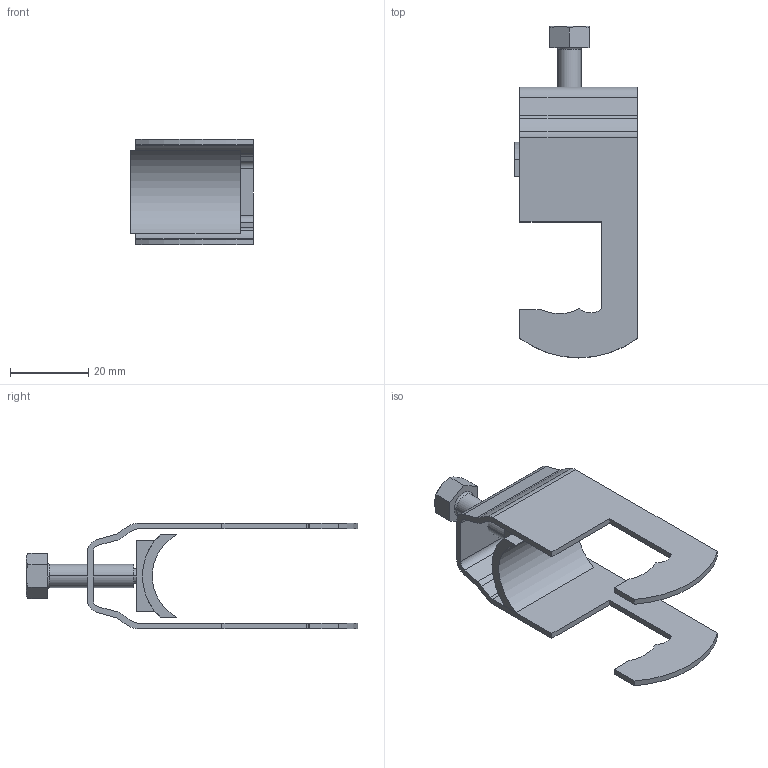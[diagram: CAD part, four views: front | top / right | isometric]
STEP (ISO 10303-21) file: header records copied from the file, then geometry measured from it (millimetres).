
FILE_DESCRIPTION((''),'2;1');
FILE_NAME('1158309_ASM','2013-03-28T',('AndreasKeweloh'),(''),'PRO/ENGINEER BY PARAMETRIC TECHNOLOGY CORPORATION, 2012360','PRO/ENGINEER BY PARAMETRIC TECHNOLOGY CORPORATION, 2012360','');
FILE_SCHEMA(('CONFIG_CONTROL_DESIGN'));
Length unit declared in the file: millimetre
Products named in the file (4): 1158309_BUEGEL; 1158309_SCHR; 1158309_KUNST-DRUCKW; 1158309_ASM
Assembly tree (3 placements, depth 2):
  1158309_ASM
    1158309_BUEGEL
    1158309_SCHR
    1158309_KUNST-DRUCKW
Bounding box: 31.35 x 84.7 x 27 mm (x, y, z)
Volume: 8850.5 mm3; surface area: 10505.4 mm2
Topology: 3 solids, 3 shells, 75 faces, 194 edges, 128 vertices
Faces by surface type: plane 39, cylinder 32, cone 2, torus 2
Entity records: 2461 total; most frequent: CARTESIAN_POINT 457, DIRECTION 424, ORIENTED_EDGE 388, EDGE_CURVE 194, AXIS2_PLACEMENT_3D 154, VERTEX_POINT 128, VECTOR 116, LINE 116
